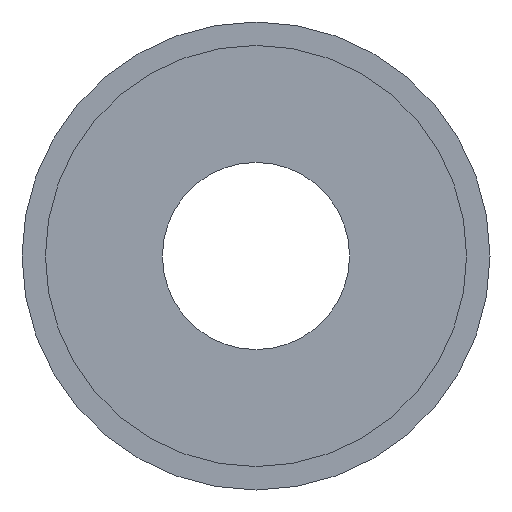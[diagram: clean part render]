
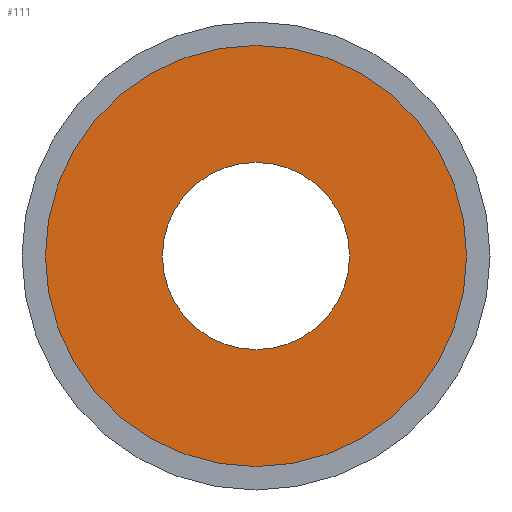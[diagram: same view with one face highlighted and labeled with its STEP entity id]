
A CAD part, left-side view. The second image highlights one B-rep face of the part: STEP entity #111.
In plain terms, the highlighted planar face has unit normal (-1, 0, 0).
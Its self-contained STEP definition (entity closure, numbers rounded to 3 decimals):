
#16=FACE_BOUND('',#32,.T.);
#19=PLANE('',#135);
#23=FACE_OUTER_BOUND('',#31,.T.);
#31=EDGE_LOOP('',(#84));
#32=EDGE_LOOP('',(#85));
#52=CIRCLE('',#134,9.);
#53=CIRCLE('',#136,4.);
#60=VERTEX_POINT('',#191);
#61=VERTEX_POINT('',#195);
#69=EDGE_CURVE('',#60,#60,#52,.T.);
#70=EDGE_CURVE('',#61,#61,#53,.T.);
#84=ORIENTED_EDGE('',*,*,#69,.F.);
#85=ORIENTED_EDGE('',*,*,#70,.F.);
#111=ADVANCED_FACE('',(#23,#16),#19,.F.);
#134=AXIS2_PLACEMENT_3D('',#193,#155,#156);
#135=AXIS2_PLACEMENT_3D('',#194,#157,#158);
#136=AXIS2_PLACEMENT_3D('',#196,#159,#160);
#155=DIRECTION('center_axis',(1.,0.,0.));
#156=DIRECTION('ref_axis',(0.,-1.,0.));
#157=DIRECTION('center_axis',(1.,0.,0.));
#158=DIRECTION('ref_axis',(0.,-1.,0.));
#159=DIRECTION('center_axis',(-1.,0.,0.));
#160=DIRECTION('ref_axis',(0.,1.,0.));
#191=CARTESIAN_POINT('',(1.,9.,0.));
#193=CARTESIAN_POINT('Origin',(1.,0.,0.));
#194=CARTESIAN_POINT('Origin',(1.,0.,0.));
#195=CARTESIAN_POINT('',(1.,-4.,0.));
#196=CARTESIAN_POINT('Origin',(1.,0.,0.));
